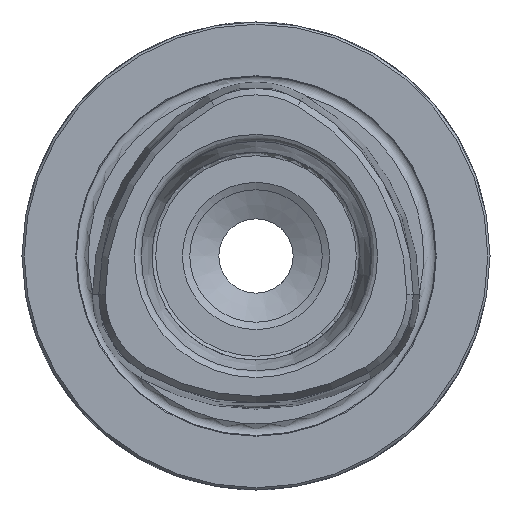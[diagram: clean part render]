
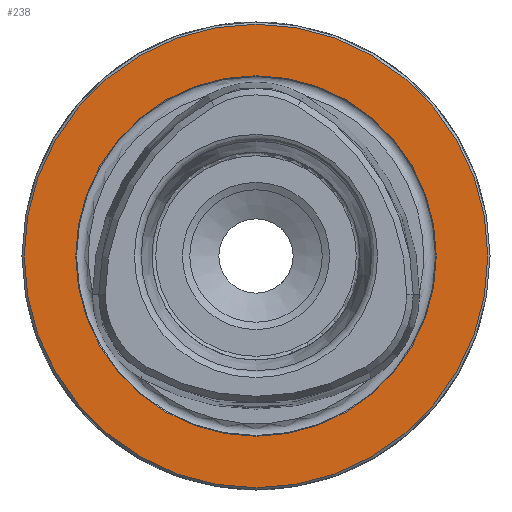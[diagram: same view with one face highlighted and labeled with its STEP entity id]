
A CAD part, left-side view. The second image highlights one B-rep face of the part: STEP entity #238.
In plain terms, the highlighted planar face has unit normal (-1, 0, 0).
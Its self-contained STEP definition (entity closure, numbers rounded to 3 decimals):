
#238 = ADVANCED_FACE( '', ( #545, #546 ), #547, .T. );
#545 = FACE_OUTER_BOUND( '', #926, .T. );
#546 = FACE_BOUND( '', #927, .T. );
#547 = PLANE( '', #928 );
#926 = EDGE_LOOP( '', ( #1553 ) );
#927 = EDGE_LOOP( '', ( #1554 ) );
#928 = AXIS2_PLACEMENT_3D( '', #1555, #1556, #1557 );
#1553 = ORIENTED_EDGE( '', *, *, #2182, .T. );
#1554 = ORIENTED_EDGE( '', *, *, #2183, .F. );
#1555 = CARTESIAN_POINT( '', ( 0., 0., 24.2 ) );
#1556 = DIRECTION( '', ( -1., 0., 0. ) );
#1557 = DIRECTION( '', ( 0., 0., 1. ) );
#2182 = EDGE_CURVE( '', #2614, #2614, #2615, .T. );
#2183 = EDGE_CURVE( '', #2616, #2616, #2617, .T. );
#2614 = VERTEX_POINT( '', #3541 );
#2615 = CIRCLE( '', #3542, 31.2 );
#2616 = VERTEX_POINT( '', #3543 );
#2617 = CIRCLE( '', #3544, 24.264 );
#3541 = CARTESIAN_POINT( '', ( 0., 0., 31.2 ) );
#3542 = AXIS2_PLACEMENT_3D( '', #4292, #4293, #4294 );
#3543 = CARTESIAN_POINT( '', ( 0., 0., 24.264 ) );
#3544 = AXIS2_PLACEMENT_3D( '', #4295, #4296, #4297 );
#4292 = CARTESIAN_POINT( '', ( 0., 0., 0. ) );
#4293 = DIRECTION( '', ( -1., 0., 0. ) );
#4294 = DIRECTION( '', ( 0., 0., 1. ) );
#4295 = CARTESIAN_POINT( '', ( 0., 0., 0. ) );
#4296 = DIRECTION( '', ( -1., 0., 0. ) );
#4297 = DIRECTION( '', ( 0., 0., 1. ) );
